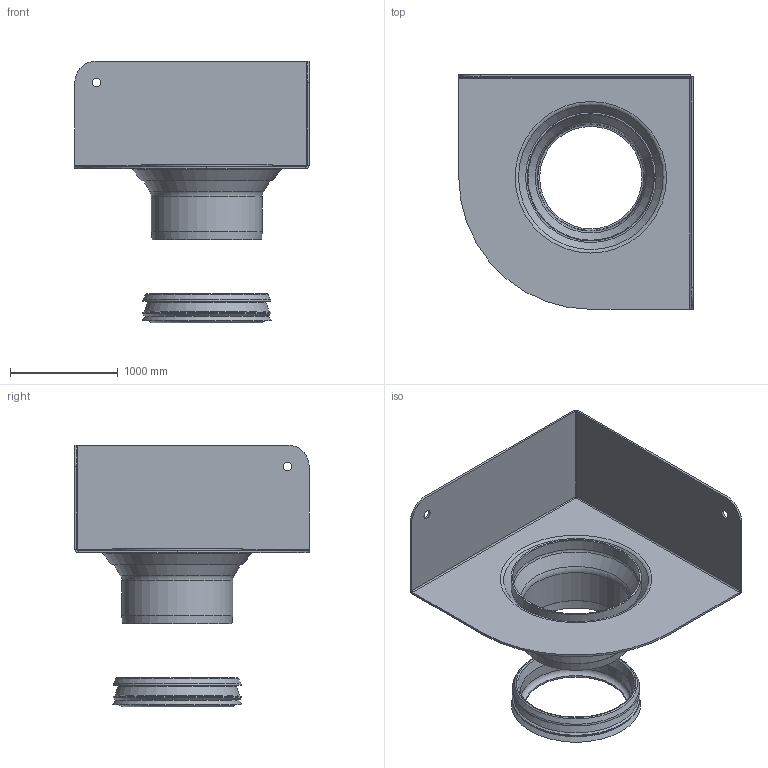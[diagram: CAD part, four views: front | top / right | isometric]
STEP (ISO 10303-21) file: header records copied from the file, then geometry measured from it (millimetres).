
FILE_DESCRIPTION(/* description */ (''),/* implementation_level */ '2;1');
FILE_NAME(/* name */ '20450.070X_3D.stp',/* time_stamp */ '2024-12-12T08:12:53+01:00',/* author */ ('CAD'),/* organization */ (''),/* preprocessor_version */ 'ST-DEVELOPER v20',/* originating_system */ 'AutoCAD Mechanical',/* authorisation */ '');
FILE_SCHEMA (('AUTOMOTIVE_DESIGN { 1 0 10303 214 3 1 1 }'));
Length unit declared in the file: centimetre
Products named in the file (2): Product; *S0
Assembly tree (1 placements, depth 2):
  Product
    *S0
Bounding box: 2175 x 2175 x 2430 mm (x, y, z)
Volume: 236496890.3 mm3; surface area: 23285421.4 mm2
Topology: 3 solids, 3 shells, 71 faces, 164 edges, 103 vertices
Faces by surface type: plane 26, cylinder 16, cone 15, torus 14
Full cylindrical faces by diameter (mm): 80 x2, 950 x1, 1000 x1, 1030 x1, 1036 x1, 1180 x1, 1190 x1, 1210 x1
Entity records: 2116 total; most frequent: DIRECTION 405, CARTESIAN_POINT 341, ORIENTED_EDGE 324, AXIS2_PLACEMENT_3D 167, EDGE_CURVE 162, VERTEX_POINT 99, CIRCLE 93, EDGE_LOOP 83
